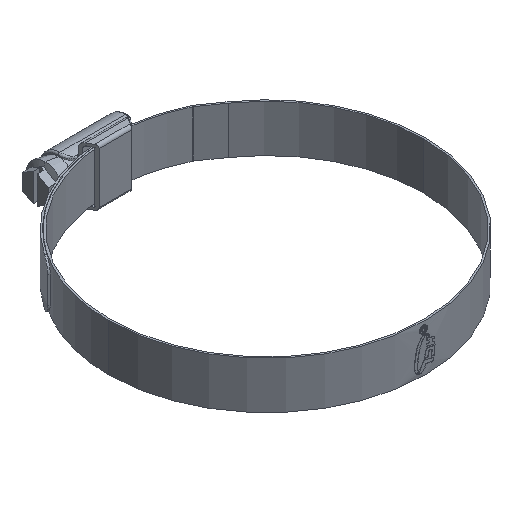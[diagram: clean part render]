
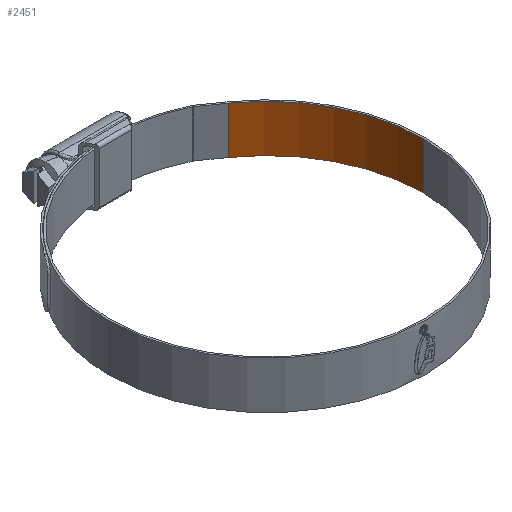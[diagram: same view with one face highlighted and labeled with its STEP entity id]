
A CAD part, isometric view. The second image highlights one B-rep face of the part: STEP entity #2451.
In plain terms, the highlighted cylindrical face has radius 47.5 mm (diameter 95 mm), a partial arc.
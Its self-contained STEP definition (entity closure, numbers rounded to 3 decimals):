
#186 = ORIENTED_EDGE ( 'NONE', *, *, #3006, .F. ) ;
#261 = CARTESIAN_POINT ( 'NONE',  ( 47.5, 0., -7.135 ) ) ;
#562 = EDGE_CURVE ( 'NONE', #4912, #1112, #2286, .T. ) ;
#796 = VERTEX_POINT ( 'NONE', #5518 ) ;
#867 = DIRECTION ( 'NONE',  ( 0., 0., 1. ) ) ;
#991 = CARTESIAN_POINT ( 'NONE',  ( 27.245, 38.91, 7.135 ) ) ;
#1112 = VERTEX_POINT ( 'NONE', #6519 ) ;
#1403 = FACE_OUTER_BOUND ( 'NONE', #7307, .T. ) ;
#1543 = ORIENTED_EDGE ( 'NONE', *, *, #7128, .F. ) ;
#1628 = DIRECTION ( 'NONE',  ( 1., 0., 0. ) ) ;
#1634 = CIRCLE ( 'NONE', #3642, 47.5 ) ;
#1731 = DIRECTION ( 'NONE',  ( 0., 0., -1. ) ) ;
#1748 = DIRECTION ( 'NONE',  ( 0., 0., 1. ) ) ;
#2159 = AXIS2_PLACEMENT_3D ( 'NONE', #5478, #867, #7248 ) ;
#2286 = LINE ( 'NONE', #991, #5278 ) ;
#2371 = CARTESIAN_POINT ( 'NONE',  ( 27.245, 38.91, 7.135 ) ) ;
#2451 = ADVANCED_FACE ( 'NONE', ( #1403 ), #7423, .F. ) ;
#2972 = ORIENTED_EDGE ( 'NONE', *, *, #562, .T. ) ;
#3006 = EDGE_CURVE ( 'NONE', #796, #6972, #4704, .T. ) ;
#3307 = DIRECTION ( 'NONE',  ( 0., 0., -1. ) ) ;
#3399 = CIRCLE ( 'NONE', #2159, 47.5 ) ;
#3642 = AXIS2_PLACEMENT_3D ( 'NONE', #5288, #1748, #1628 ) ;
#4704 = LINE ( 'NONE', #5998, #5741 ) ;
#4912 = VERTEX_POINT ( 'NONE', #2371 ) ;
#4913 = EDGE_CURVE ( 'NONE', #796, #4912, #1634, .T. ) ;
#5048 = DIRECTION ( 'NONE',  ( -1., 0., 0. ) ) ;
#5278 = VECTOR ( 'NONE', #1731, 1000. ) ;
#5288 = CARTESIAN_POINT ( 'NONE',  ( 0., 0., 7.135 ) ) ;
#5478 = CARTESIAN_POINT ( 'NONE',  ( 0., 0., -7.135 ) ) ;
#5518 = CARTESIAN_POINT ( 'NONE',  ( 47.5, 0., 7.135 ) ) ;
#5741 = VECTOR ( 'NONE', #6116, 1000. ) ;
#5998 = CARTESIAN_POINT ( 'NONE',  ( 47.5, 0., 7.135 ) ) ;
#6116 = DIRECTION ( 'NONE',  ( 0., 0., -1. ) ) ;
#6230 = CARTESIAN_POINT ( 'NONE',  ( 0., 0., 7.135 ) ) ;
#6519 = CARTESIAN_POINT ( 'NONE',  ( 27.245, 38.91, -7.135 ) ) ;
#6667 = ORIENTED_EDGE ( 'NONE', *, *, #4913, .T. ) ;
#6972 = VERTEX_POINT ( 'NONE', #261 ) ;
#7128 = EDGE_CURVE ( 'NONE', #6972, #1112, #3399, .T. ) ;
#7248 = DIRECTION ( 'NONE',  ( 1., 0., 0. ) ) ;
#7307 = EDGE_LOOP ( 'NONE', ( #186, #6667, #2972, #1543 ) ) ;
#7332 = AXIS2_PLACEMENT_3D ( 'NONE', #6230, #3307, #5048 ) ;
#7423 = CYLINDRICAL_SURFACE ( 'NONE', #7332, 47.5 ) ;
